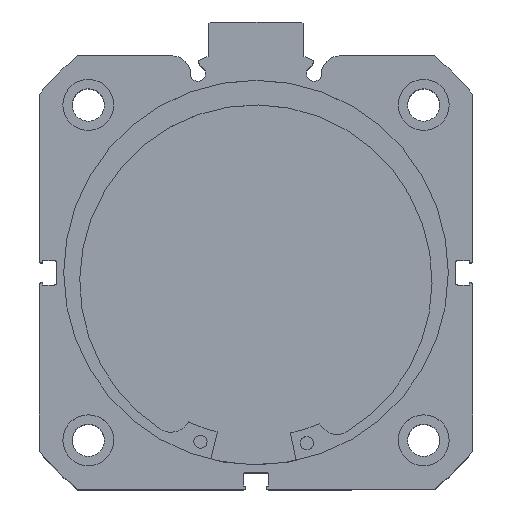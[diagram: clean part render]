
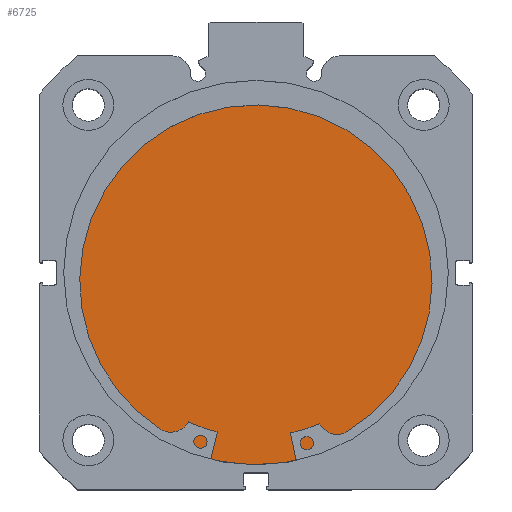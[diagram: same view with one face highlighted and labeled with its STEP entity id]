
A CAD part, top view. The second image highlights one B-rep face of the part: STEP entity #6725.
In plain terms, the highlighted face is planar.
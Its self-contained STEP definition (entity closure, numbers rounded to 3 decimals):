
#287 = CARTESIAN_POINT ( 'NONE',  ( 13., 0., 0. ) ) ;
#294 = DIRECTION ( 'NONE',  ( -1., 0., 0. ) ) ;
#295 = DIRECTION ( 'NONE',  ( 0., 0., 1. ) ) ;
#503 = CARTESIAN_POINT ( 'NONE',  ( 13., 0., 0. ) ) ;
#504 = DIRECTION ( 'NONE',  ( -1., 0., 0. ) ) ;
#505 = DIRECTION ( 'NONE',  ( 0., 0., 1. ) ) ;
#1536 = FACE_OUTER_BOUND ( 'NONE', #3647, .T. ) ;
#2201 = CARTESIAN_POINT ( 'NONE',  ( 13., 51., 0. ) ) ;
#2202 = PLANE ( 'NONE',  #5314 ) ;
#2203 = DIRECTION ( 'NONE',  ( -1., 0., 0. ) ) ;
#2204 = DIRECTION ( 'NONE',  ( 0., 0., 1. ) ) ;
#3647 = EDGE_LOOP ( 'NONE', ( #6957, #6958 ) ) ;
#4002 = CARTESIAN_POINT ( 'NONE',  ( 13., 0., 51. ) ) ;
#4087 = CARTESIAN_POINT ( 'NONE',  ( 13., 0., -51. ) ) ;
#4298 = VERTEX_POINT ( 'NONE', #4002 ) ;
#4301 = VERTEX_POINT ( 'NONE', #4087 ) ;
#4681 = EDGE_CURVE ( 'NONE', #4298, #4301, #6400, .T. ) ;
#4742 = EDGE_CURVE ( 'NONE', #4301, #4298, #6478, .T. ) ;
#5118 = AXIS2_PLACEMENT_3D ( 'NONE', #287, #294, #295 ) ;
#5154 = AXIS2_PLACEMENT_3D ( 'NONE', #503, #504, #505 ) ;
#5314 = AXIS2_PLACEMENT_3D ( 'NONE', #2201, #2203, #2204 ) ;
#6400 = CIRCLE ( 'NONE', #5118, 51. ) ;
#6478 = CIRCLE ( 'NONE', #5154, 51. ) ;
#6725 = ADVANCED_FACE ( 'NONE', ( #1536 ), #2202, .F. ) ;
#6957 = ORIENTED_EDGE ( 'NONE', *, *, #4681, .F. ) ;
#6958 = ORIENTED_EDGE ( 'NONE', *, *, #4742, .F. ) ;
